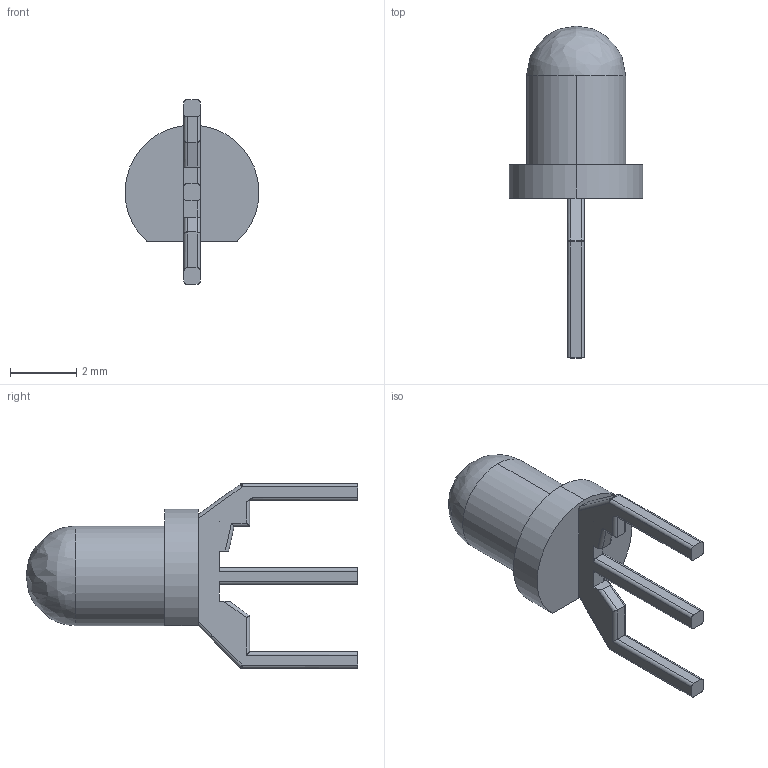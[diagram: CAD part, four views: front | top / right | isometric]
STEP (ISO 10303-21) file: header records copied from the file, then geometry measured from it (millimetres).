
FILE_DESCRIPTION (( 'STEP AP214' ), '1' );
FILE_NAME ('29EB2315-6F15-46F7-BD1D-9E4DDC1E3063.STEP', '2022-11-04T15:15:43', ( '' ), ( '' ), 'SwSTEP 2.0', 'SolidWorks 2022', '' );
FILE_SCHEMA (( 'AUTOMOTIVE_DESIGN' ));
Length unit declared in the file: millimetre
Products named in the file (1): 29EB2315-6F15-46F7-BD1D-9E4DDC1E3063
Bounding box: 4.05 x 10.03 x 5.58 mm (x, y, z)
Volume: 43.2 mm3; surface area: 108 mm2
Topology: 2 solids, 2 shells, 96 faces, 254 edges, 155 vertices
Faces by surface type: plane 53, cylinder 34, bspline 9
Entity records: 3374 total; most frequent: CARTESIAN_POINT 1096, ORIENTED_EDGE 488, DIRECTION 369, EDGE_CURVE 244, LINE 161, VECTOR 161, VERTEX_POINT 155, AXIS2_PLACEMENT_3D 104
